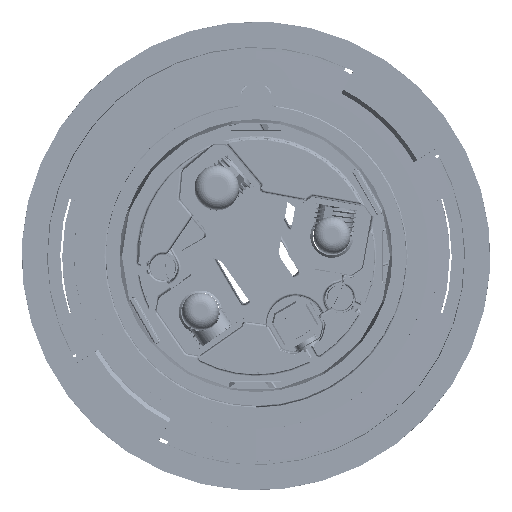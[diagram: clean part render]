
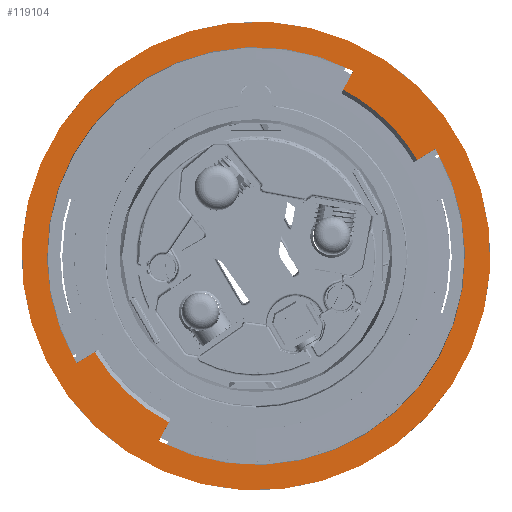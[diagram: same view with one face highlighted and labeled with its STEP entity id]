
A CAD part, top view. The second image highlights one B-rep face of the part: STEP entity #119104.
In plain terms, the highlighted planar face has unit normal (0, 0, 1).
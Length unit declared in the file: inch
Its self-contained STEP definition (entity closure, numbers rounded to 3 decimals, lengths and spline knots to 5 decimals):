
#28 = ORIENTED_EDGE ( 'NONE', *, *, #230865, .T. ) ;
#4432 = FACE_OUTER_BOUND ( 'NONE', #196918, .T. ) ;
#5735 = VERTEX_POINT ( 'NONE', #132658 ) ;
#13214 = CARTESIAN_POINT ( 'NONE',  ( 0., 0., -0.0422 ) ) ;
#13319 = DIRECTION ( 'NONE',  ( 0.726, -0.688, 0. ) ) ;
#15205 = VECTOR ( 'NONE', #170897, 39.37008 ) ;
#19358 = DIRECTION ( 'NONE',  ( 0., 0., 1. ) ) ;
#27491 = EDGE_CURVE ( 'NONE', #238028, #97992, #281244, .T. ) ;
#31423 = CIRCLE ( 'NONE', #243399, 1.99882 ) ;
#32456 = ORIENTED_EDGE ( 'NONE', *, *, #173087, .F. ) ;
#36025 = VECTOR ( 'NONE', #215087, 39.37008 ) ;
#36894 = ORIENTED_EDGE ( 'NONE', *, *, #215954, .T. ) ;
#38171 = ORIENTED_EDGE ( 'NONE', *, *, #121536, .F. ) ;
#53643 = VECTOR ( 'NONE', #132878, 39.37008 ) ;
#53958 = ORIENTED_EDGE ( 'NONE', *, *, #216740, .T. ) ;
#57714 = ORIENTED_EDGE ( 'NONE', *, *, #226622, .T. ) ;
#62261 = CARTESIAN_POINT ( 'NONE',  ( 0., 0., -0.0422 ) ) ;
#62660 = ORIENTED_EDGE ( 'NONE', *, *, #273059, .T. ) ;
#65192 = EDGE_CURVE ( 'NONE', #154588, #238028, #173410, .T. ) ;
#66400 = DIRECTION ( 'NONE',  ( 0.477, 0.879, 0. ) ) ;
#70792 = EDGE_LOOP ( 'NONE', ( #57714, #62660, #36894, #166541, #38171, #28, #53958, #242952, #214395 ) ) ;
#72376 = CARTESIAN_POINT ( 'NONE',  ( 0., 0., -0.0422 ) ) ;
#73238 = CARTESIAN_POINT ( 'NONE',  ( 0.92837, 1.77015, -0.0422 ) ) ;
#78550 = AXIS2_PLACEMENT_3D ( 'NONE', #13214, #101920, #275216 ) ;
#79018 = CIRCLE ( 'NONE', #189904, 2.49531 ) ;
#89242 = VERTEX_POINT ( 'NONE', #261836 ) ;
#96861 = AXIS2_PLACEMENT_3D ( 'NONE', #72376, #274391, #13319 ) ;
#97992 = VERTEX_POINT ( 'NONE', #108269 ) ;
#101920 = DIRECTION ( 'NONE',  ( 0., 0., -1. ) ) ;
#105309 = DIRECTION ( 'NONE',  ( 0., 0., 1. ) ) ;
#108269 = CARTESIAN_POINT ( 'NONE',  ( -1.71721, -1.02297, -0.0422 ) ) ;
#112533 = VERTEX_POINT ( 'NONE', #255420 ) ;
#119104 = ADVANCED_FACE ( 'NONE', ( #178578, #4432 ), #170250, .T. ) ;
#121536 = EDGE_CURVE ( 'NONE', #89242, #5735, #153019, .T. ) ;
#122298 = LINE ( 'NONE', #239929, #204078 ) ;
#126520 = CARTESIAN_POINT ( 'NONE',  ( -1.54415, -2.79116, -0.0422 ) ) ;
#130982 = CARTESIAN_POINT ( 'NONE',  ( -1.55573, -0.9858, -0.0422 ) ) ;
#132658 = CARTESIAN_POINT ( 'NONE',  ( 1.9101, 1.14136, -0.0422 ) ) ;
#132878 = DIRECTION ( 'NONE',  ( -0.852, -0.523, 0. ) ) ;
#136713 = DIRECTION ( 'NONE',  ( 0., 0., 1. ) ) ;
#140986 = AXIS2_PLACEMENT_3D ( 'NONE', #254868, #105309, #257688 ) ;
#142814 = DIRECTION ( 'NONE',  ( 0.726, -0.688, 0. ) ) ;
#144525 = CARTESIAN_POINT ( 'NONE',  ( -0.92837, -1.77015, -0.0422 ) ) ;
#144561 = CARTESIAN_POINT ( 'NONE',  ( 0., 0., -0.0422 ) ) ;
#147428 = DIRECTION ( 'NONE',  ( 0.726, -0.688, 0. ) ) ;
#149689 = VERTEX_POINT ( 'NONE', #144525 ) ;
#151409 = CARTESIAN_POINT ( 'NONE',  ( 1.71721, 1.02297, -0.0422 ) ) ;
#153019 = CIRCLE ( 'NONE', #279004, 2.22513 ) ;
#154588 = VERTEX_POINT ( 'NONE', #208314 ) ;
#155983 = DIRECTION ( 'NONE',  ( 0., 0., -1. ) ) ;
#156902 = DIRECTION ( 'NONE',  ( 0.726, -0.688, 0. ) ) ;
#159063 = LINE ( 'NONE', #126520, #36025 ) ;
#159411 = CIRCLE ( 'NONE', #78550, 2.49531 ) ;
#165751 = CARTESIAN_POINT ( 'NONE',  ( 0., 0., -0.0422 ) ) ;
#166541 = ORIENTED_EDGE ( 'NONE', *, *, #236374, .F. ) ;
#169824 = CARTESIAN_POINT ( 'NONE',  ( -1.71641, -1.81122, -0.0422 ) ) ;
#170250 = PLANE ( 'NONE',  #140986 ) ;
#170897 = DIRECTION ( 'NONE',  ( 0.852, 0.523, 0. ) ) ;
#173087 = EDGE_CURVE ( 'NONE', #183349, #202018, #159411, .T. ) ;
#173410 = CIRCLE ( 'NONE', #221298, 2.22513 ) ;
#177002 = EDGE_CURVE ( 'NONE', #202018, #183349, #79018, .T. ) ;
#178578 = FACE_BOUND ( 'NONE', #70792, .T. ) ;
#180692 = CARTESIAN_POINT ( 'NONE',  ( 0., 0., -0.0422 ) ) ;
#183349 = VERTEX_POINT ( 'NONE', #169824 ) ;
#185801 = DIRECTION ( 'NONE',  ( 0., 0., -1. ) ) ;
#189904 = AXIS2_PLACEMENT_3D ( 'NONE', #144561, #276757, #147428 ) ;
#196918 = EDGE_LOOP ( 'NONE', ( #32456, #251624 ) ) ;
#198661 = DIRECTION ( 'NONE',  ( 0.726, -0.688, 0. ) ) ;
#202018 = VERTEX_POINT ( 'NONE', #273222 ) ;
#204078 = VECTOR ( 'NONE', #66400, 39.37008 ) ;
#208314 = CARTESIAN_POINT ( 'NONE',  ( 1.03622, 1.96912, -0.0422 ) ) ;
#210065 = CARTESIAN_POINT ( 'NONE',  ( 0., 0., -0.0422 ) ) ;
#214395 = ORIENTED_EDGE ( 'NONE', *, *, #65192, .F. ) ;
#215087 = DIRECTION ( 'NONE',  ( -0.477, -0.879, 0. ) ) ;
#215954 = EDGE_CURVE ( 'NONE', #112533, #232822, #226481, .T. ) ;
#216740 = EDGE_CURVE ( 'NONE', #149689, #97992, #31423, .T. ) ;
#217258 = LINE ( 'NONE', #130982, #53643 ) ;
#221298 = AXIS2_PLACEMENT_3D ( 'NONE', #210065, #136713, #268013 ) ;
#222259 = CARTESIAN_POINT ( 'NONE',  ( -1.9101, -1.14136, -0.0422 ) ) ;
#226481 = CIRCLE ( 'NONE', #96861, 1.99882 ) ;
#226622 = EDGE_CURVE ( 'NONE', #154588, #238362, #159063, .T. ) ;
#230865 = EDGE_CURVE ( 'NONE', #89242, #149689, #122298, .T. ) ;
#232822 = VERTEX_POINT ( 'NONE', #151409 ) ;
#234599 = CARTESIAN_POINT ( 'NONE',  ( -1.58335, -0.94081, -0.0422 ) ) ;
#236374 = EDGE_CURVE ( 'NONE', #5735, #232822, #217258, .T. ) ;
#238028 = VERTEX_POINT ( 'NONE', #222259 ) ;
#238362 = VERTEX_POINT ( 'NONE', #73238 ) ;
#239929 = CARTESIAN_POINT ( 'NONE',  ( -1.49598, -2.81728, -0.0422 ) ) ;
#242952 = ORIENTED_EDGE ( 'NONE', *, *, #27491, .F. ) ;
#243399 = AXIS2_PLACEMENT_3D ( 'NONE', #165751, #185801, #142814 ) ;
#245973 = AXIS2_PLACEMENT_3D ( 'NONE', #180692, #155983, #156902 ) ;
#251624 = ORIENTED_EDGE ( 'NONE', *, *, #177002, .F. ) ;
#254868 = CARTESIAN_POINT ( 'NONE',  ( 0.09896, -3.68183, -0.0422 ) ) ;
#255420 = CARTESIAN_POINT ( 'NONE',  ( 1.3749, 1.45084, -0.0422 ) ) ;
#255748 = CIRCLE ( 'NONE', #245973, 1.99882 ) ;
#257688 = DIRECTION ( 'NONE',  ( 0.688, 0.726, 0. ) ) ;
#261836 = CARTESIAN_POINT ( 'NONE',  ( -1.03622, -1.96912, -0.0422 ) ) ;
#268013 = DIRECTION ( 'NONE',  ( 0.726, -0.688, 0. ) ) ;
#273059 = EDGE_CURVE ( 'NONE', #238362, #112533, #255748, .T. ) ;
#273222 = CARTESIAN_POINT ( 'NONE',  ( 1.71641, 1.81122, -0.0422 ) ) ;
#274391 = DIRECTION ( 'NONE',  ( 0., 0., -1. ) ) ;
#275216 = DIRECTION ( 'NONE',  ( 0.726, -0.688, 0. ) ) ;
#276757 = DIRECTION ( 'NONE',  ( 0., 0., -1. ) ) ;
#279004 = AXIS2_PLACEMENT_3D ( 'NONE', #62261, #19358, #198661 ) ;
#281244 = LINE ( 'NONE', #234599, #15205 ) ;
